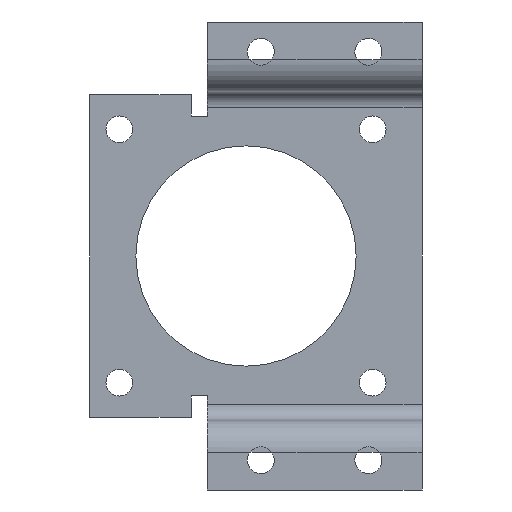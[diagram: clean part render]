
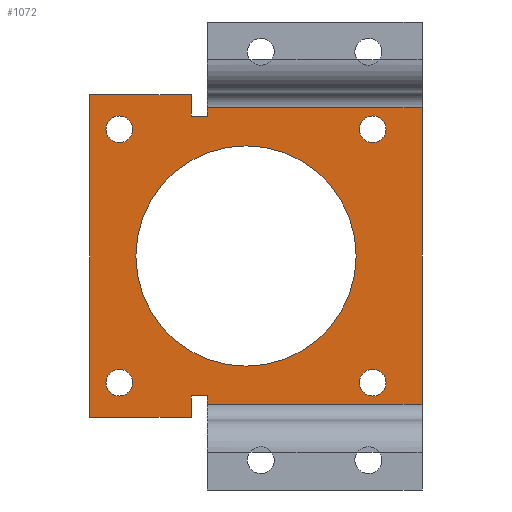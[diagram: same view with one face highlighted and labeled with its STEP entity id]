
A CAD part, left-side view. The second image highlights one B-rep face of the part: STEP entity #1072.
In plain terms, the highlighted planar face has unit normal (-1, 0, 0).
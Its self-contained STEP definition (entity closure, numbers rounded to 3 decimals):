
#15=FACE_BOUND('',#151,.T.);
#16=FACE_BOUND('',#152,.T.);
#17=FACE_BOUND('',#153,.T.);
#18=FACE_BOUND('',#154,.T.);
#19=FACE_BOUND('',#155,.T.);
#91=FACE_OUTER_BOUND('',#150,.T.);
#150=EDGE_LOOP('',(#903,#904,#905,#906,#907,#908,#909,#910,#911,#912,#913,
#914));
#151=EDGE_LOOP('',(#915));
#152=EDGE_LOOP('',(#916));
#153=EDGE_LOOP('',(#917));
#154=EDGE_LOOP('',(#918));
#155=EDGE_LOOP('',(#919));
#210=CIRCLE('',#1182,2.5);
#211=CIRCLE('',#1183,2.5);
#212=CIRCLE('',#1184,20.5);
#213=CIRCLE('',#1185,2.5);
#214=CIRCLE('',#1186,2.5);
#284=LINE('',#1769,#389);
#291=LINE('',#1791,#396);
#292=LINE('',#1795,#397);
#295=LINE('',#1801,#400);
#298=LINE('',#1807,#403);
#301=LINE('',#1812,#406);
#302=LINE('',#1814,#407);
#303=LINE('',#1816,#408);
#304=LINE('',#1818,#409);
#305=LINE('',#1820,#410);
#306=LINE('',#1822,#411);
#307=LINE('',#1823,#412);
#389=VECTOR('',#1405,10.);
#396=VECTOR('',#1432,10.);
#397=VECTOR('',#1437,10.);
#400=VECTOR('',#1442,10.);
#403=VECTOR('',#1447,10.);
#406=VECTOR('',#1452,10.);
#407=VECTOR('',#1453,10.);
#408=VECTOR('',#1454,10.);
#409=VECTOR('',#1455,10.);
#410=VECTOR('',#1456,10.);
#411=VECTOR('',#1457,10.);
#412=VECTOR('',#1458,10.);
#487=VERTEX_POINT('',#1761);
#488=VERTEX_POINT('',#1765);
#492=VERTEX_POINT('',#1783);
#493=VERTEX_POINT('',#1787);
#494=VERTEX_POINT('',#1794);
#496=VERTEX_POINT('',#1800);
#498=VERTEX_POINT('',#1806);
#500=VERTEX_POINT('',#1813);
#501=VERTEX_POINT('',#1815);
#502=VERTEX_POINT('',#1817);
#503=VERTEX_POINT('',#1819);
#504=VERTEX_POINT('',#1821);
#505=VERTEX_POINT('',#1824);
#506=VERTEX_POINT('',#1826);
#507=VERTEX_POINT('',#1828);
#508=VERTEX_POINT('',#1830);
#509=VERTEX_POINT('',#1832);
#620=EDGE_CURVE('',#487,#488,#284,.T.);
#631=EDGE_CURVE('',#492,#493,#291,.T.);
#632=EDGE_CURVE('',#494,#487,#292,.T.);
#635=EDGE_CURVE('',#496,#494,#295,.T.);
#638=EDGE_CURVE('',#498,#496,#298,.T.);
#641=EDGE_CURVE('',#488,#492,#301,.T.);
#642=EDGE_CURVE('',#493,#500,#302,.T.);
#643=EDGE_CURVE('',#500,#501,#303,.T.);
#644=EDGE_CURVE('',#501,#502,#304,.T.);
#645=EDGE_CURVE('',#502,#503,#305,.T.);
#646=EDGE_CURVE('',#503,#504,#306,.T.);
#647=EDGE_CURVE('',#504,#498,#307,.T.);
#648=EDGE_CURVE('',#505,#505,#210,.T.);
#649=EDGE_CURVE('',#506,#506,#211,.T.);
#650=EDGE_CURVE('',#507,#507,#212,.T.);
#651=EDGE_CURVE('',#508,#508,#213,.T.);
#652=EDGE_CURVE('',#509,#509,#214,.T.);
#903=ORIENTED_EDGE('',*,*,#638,.T.);
#904=ORIENTED_EDGE('',*,*,#635,.T.);
#905=ORIENTED_EDGE('',*,*,#632,.T.);
#906=ORIENTED_EDGE('',*,*,#620,.T.);
#907=ORIENTED_EDGE('',*,*,#641,.T.);
#908=ORIENTED_EDGE('',*,*,#631,.T.);
#909=ORIENTED_EDGE('',*,*,#642,.T.);
#910=ORIENTED_EDGE('',*,*,#643,.T.);
#911=ORIENTED_EDGE('',*,*,#644,.T.);
#912=ORIENTED_EDGE('',*,*,#645,.T.);
#913=ORIENTED_EDGE('',*,*,#646,.T.);
#914=ORIENTED_EDGE('',*,*,#647,.T.);
#915=ORIENTED_EDGE('',*,*,#648,.T.);
#916=ORIENTED_EDGE('',*,*,#649,.T.);
#917=ORIENTED_EDGE('',*,*,#650,.T.);
#918=ORIENTED_EDGE('',*,*,#651,.T.);
#919=ORIENTED_EDGE('',*,*,#652,.T.);
#1018=PLANE('',#1181);
#1072=ADVANCED_FACE('',(#91,#15,#16,#17,#18,#19),#1018,.T.);
#1181=AXIS2_PLACEMENT_3D('',#1811,#1450,#1451);
#1182=AXIS2_PLACEMENT_3D('',#1825,#1459,#1460);
#1183=AXIS2_PLACEMENT_3D('',#1827,#1461,#1462);
#1184=AXIS2_PLACEMENT_3D('',#1829,#1463,#1464);
#1185=AXIS2_PLACEMENT_3D('',#1831,#1465,#1466);
#1186=AXIS2_PLACEMENT_3D('',#1833,#1467,#1468);
#1405=DIRECTION('',(0.,-1.,0.));
#1432=DIRECTION('',(0.,1.,0.));
#1437=DIRECTION('',(0.,0.,-1.));
#1442=DIRECTION('',(0.,-1.,0.));
#1447=DIRECTION('',(0.,0.,1.));
#1450=DIRECTION('center_axis',(-1.,0.,0.));
#1451=DIRECTION('ref_axis',(0.,-1.,0.));
#1452=DIRECTION('',(0.,0.,1.));
#1453=DIRECTION('',(0.,0.,-1.));
#1454=DIRECTION('',(0.,1.,0.));
#1455=DIRECTION('',(0.,0.,1.));
#1456=DIRECTION('',(0.,1.,0.));
#1457=DIRECTION('',(0.,0.,-1.));
#1458=DIRECTION('',(0.,-1.,0.));
#1459=DIRECTION('center_axis',(1.,0.,0.));
#1460=DIRECTION('ref_axis',(0.,-1.,0.));
#1461=DIRECTION('center_axis',(1.,0.,0.));
#1462=DIRECTION('ref_axis',(0.,-1.,0.));
#1463=DIRECTION('center_axis',(1.,0.,0.));
#1464=DIRECTION('ref_axis',(0.,-1.,0.));
#1465=DIRECTION('center_axis',(1.,0.,0.));
#1466=DIRECTION('ref_axis',(0.,-1.,0.));
#1467=DIRECTION('center_axis',(1.,0.,0.));
#1468=DIRECTION('ref_axis',(0.,-1.,0.));
#1761=CARTESIAN_POINT('',(-32.855,-68.489,62.439));
#1765=CARTESIAN_POINT('',(-32.855,-108.489,62.439));
#1769=CARTESIAN_POINT('',(-32.855,-72.104,62.439));
#1783=CARTESIAN_POINT('',(-32.855,-108.489,117.539));
#1787=CARTESIAN_POINT('',(-32.855,-68.489,117.539));
#1791=CARTESIAN_POINT('',(-32.855,-92.104,117.539));
#1794=CARTESIAN_POINT('',(-32.855,-68.489,63.939));
#1795=CARTESIAN_POINT('',(-32.855,-68.489,76.964));
#1800=CARTESIAN_POINT('',(-32.855,-65.489,63.939));
#1801=CARTESIAN_POINT('',(-32.855,-70.604,63.939));
#1806=CARTESIAN_POINT('',(-32.855,-65.489,59.939));
#1807=CARTESIAN_POINT('',(-32.855,-65.489,74.964));
#1811=CARTESIAN_POINT('Origin',(-32.855,-75.719,89.989));
#1812=CARTESIAN_POINT('',(-32.855,-108.489,59.439));
#1813=CARTESIAN_POINT('',(-32.855,-68.489,116.039));
#1814=CARTESIAN_POINT('',(-32.855,-68.489,105.014));
#1815=CARTESIAN_POINT('',(-32.855,-65.489,116.039));
#1816=CARTESIAN_POINT('',(-32.855,-72.104,116.039));
#1817=CARTESIAN_POINT('',(-32.855,-65.489,120.039));
#1818=CARTESIAN_POINT('',(-32.855,-65.489,103.014));
#1819=CARTESIAN_POINT('',(-32.855,-46.669,120.039));
#1820=CARTESIAN_POINT('',(-32.855,-108.489,120.039));
#1821=CARTESIAN_POINT('',(-32.855,-46.669,59.939));
#1822=CARTESIAN_POINT('',(-32.855,-46.669,59.939));
#1823=CARTESIAN_POINT('',(-32.855,-45.8,59.939));
#1824=CARTESIAN_POINT('',(-32.855,-49.649,113.559));
#1825=CARTESIAN_POINT('Origin',(-32.855,-52.149,113.559));
#1826=CARTESIAN_POINT('',(-32.855,-49.649,66.419));
#1827=CARTESIAN_POINT('Origin',(-32.855,-52.149,66.419));
#1828=CARTESIAN_POINT('',(-32.855,-55.219,89.989));
#1829=CARTESIAN_POINT('Origin',(-32.855,-75.719,89.989));
#1830=CARTESIAN_POINT('',(-32.855,-96.789,66.419));
#1831=CARTESIAN_POINT('Origin',(-32.855,-99.289,66.419));
#1832=CARTESIAN_POINT('',(-32.855,-96.789,113.559));
#1833=CARTESIAN_POINT('Origin',(-32.855,-99.289,113.559));
